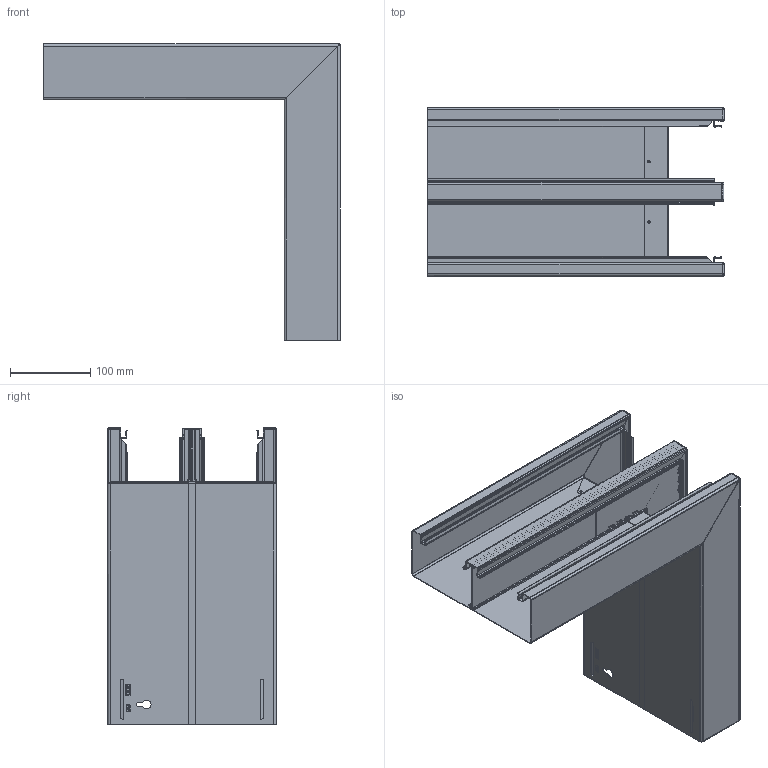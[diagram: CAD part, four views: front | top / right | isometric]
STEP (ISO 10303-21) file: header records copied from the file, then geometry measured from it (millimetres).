
FILE_DESCRIPTION (( 'STEP AP214' ), '1' );
FILE_NAME ('6278410.stp', '2016-06-08T11:23:25', ( '' ), ( '' ), 'SwSTEP 2.0', 'SolidWorks 2014', '' );
FILE_SCHEMA (( 'AUTOMOTIVE_DESIGN' ));
Length unit declared in the file: millimetre
Products named in the file (4): 020741_Standard; 014939_G剅ungsst乧k f乺 GS-DA70...; 021919T1_GS-DA70210 ; 6278410
Assembly tree (3 placements, depth 2):
  6278410
    021919T1_GS-DA70210 
    014939_G剅ungsst乧k f乺 GS-DA70...
    020741_Standard
Bounding box: 369.52 x 210 x 369.52 mm (x, y, z)
Volume: 468144 mm3; surface area: 797460.3 mm2
Topology: 3 solids, 3 shells, 824 faces, 1972 edges, 1175 vertices
Faces by surface type: plane 503, cylinder 241, bspline 57, cone 21, torus 2
Entity records: 26508 total; most frequent: CARTESIAN_POINT 7837, ORIENTED_EDGE 3944, DIRECTION 3667, EDGE_CURVE 1972, VECTOR 1317, LINE 1317, AXIS2_PLACEMENT_3D 1175, VERTEX_POINT 1175
